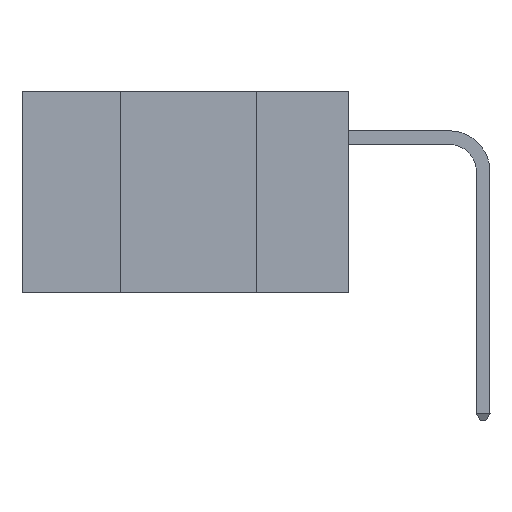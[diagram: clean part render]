
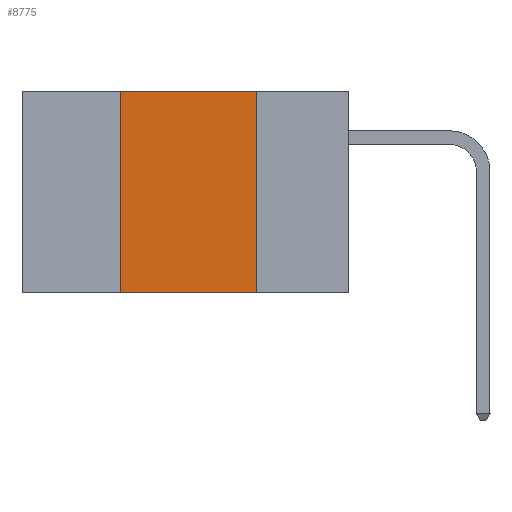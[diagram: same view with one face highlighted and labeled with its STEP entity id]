
A CAD part, left-side view. The second image highlights one B-rep face of the part: STEP entity #8775.
In plain terms, the highlighted planar face has unit normal (-1, 0, 0).
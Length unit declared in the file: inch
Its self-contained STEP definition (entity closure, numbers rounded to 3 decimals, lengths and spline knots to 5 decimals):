
#123 = LINE ( 'NONE', #42087, #20404 ) ;
#2134 = CARTESIAN_POINT ( 'NONE',  ( 0., 0.17, 0. ) ) ;
#2437 = VERTEX_POINT ( 'NONE', #2134 ) ;
#2591 = VECTOR ( 'NONE', #8363, 39.37008 ) ;
#7007 = DIRECTION ( 'NONE',  ( 0., -1., 0. ) ) ;
#7057 = VERTEX_POINT ( 'NONE', #43153 ) ;
#7461 = LINE ( 'NONE', #42450, #2591 ) ;
#7860 = DIRECTION ( 'NONE',  ( 0., 0., 1. ) ) ;
#8363 = DIRECTION ( 'NONE',  ( 0., 0., -1. ) ) ;
#8775 = ADVANCED_FACE ( 'NONE', ( #36551 ), #33145, .F. ) ;
#10201 = EDGE_CURVE ( 'NONE', #2437, #18085, #7461, .T. ) ;
#10780 = CARTESIAN_POINT ( 'NONE',  ( 0., 0.42, 0. ) ) ;
#12392 = ORIENTED_EDGE ( 'NONE', *, *, #18190, .F. ) ;
#12623 = DIRECTION ( 'NONE',  ( 1., 0., 0. ) ) ;
#12821 = ORIENTED_EDGE ( 'NONE', *, *, #10201, .F. ) ;
#14000 = LINE ( 'NONE', #39430, #30379 ) ;
#16685 = EDGE_CURVE ( 'NONE', #32985, #18085, #14000, .T. ) ;
#17710 = DIRECTION ( 'NONE',  ( 0., -1., 0. ) ) ;
#18085 = VERTEX_POINT ( 'NONE', #33520 ) ;
#18190 = EDGE_CURVE ( 'NONE', #7057, #2437, #123, .T. ) ;
#20404 = VECTOR ( 'NONE', #17710, 39.37008 ) ;
#21595 = LINE ( 'NONE', #10780, #32690 ) ;
#24884 = DIRECTION ( 'NONE',  ( 0., 0., -1. ) ) ;
#27534 = ORIENTED_EDGE ( 'NONE', *, *, #16685, .T. ) ;
#29671 = EDGE_LOOP ( 'NONE', ( #12821, #12392, #39613, #27534 ) ) ;
#29764 = CARTESIAN_POINT ( 'NONE',  ( 0., 0.6, 0. ) ) ;
#30379 = VECTOR ( 'NONE', #7007, 39.37008 ) ;
#31453 = CARTESIAN_POINT ( 'NONE',  ( 0., 0.42, -0.37 ) ) ;
#32690 = VECTOR ( 'NONE', #7860, 39.37008 ) ;
#32714 = AXIS2_PLACEMENT_3D ( 'NONE', #29764, #12623, #24884 ) ;
#32985 = VERTEX_POINT ( 'NONE', #31453 ) ;
#33145 = PLANE ( 'NONE',  #32714 ) ;
#33520 = CARTESIAN_POINT ( 'NONE',  ( 0., 0.17, -0.37 ) ) ;
#36551 = FACE_OUTER_BOUND ( 'NONE', #29671, .T. ) ;
#39430 = CARTESIAN_POINT ( 'NONE',  ( 0., 0.6, -0.37 ) ) ;
#39613 = ORIENTED_EDGE ( 'NONE', *, *, #42401, .F. ) ;
#42087 = CARTESIAN_POINT ( 'NONE',  ( 0., 0.6, 0. ) ) ;
#42401 = EDGE_CURVE ( 'NONE', #32985, #7057, #21595, .T. ) ;
#42450 = CARTESIAN_POINT ( 'NONE',  ( 0., 0.17, 0. ) ) ;
#43153 = CARTESIAN_POINT ( 'NONE',  ( 0., 0.42, 0. ) ) ;
